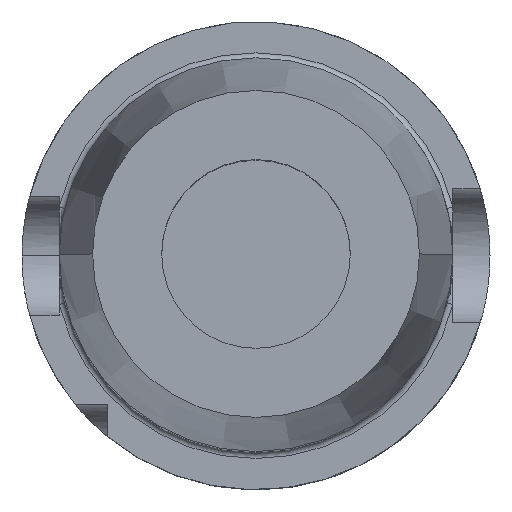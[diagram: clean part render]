
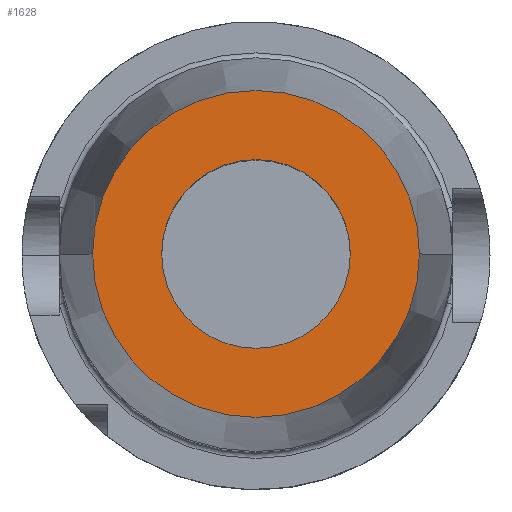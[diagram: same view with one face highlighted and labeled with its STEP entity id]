
A CAD part, top view. The second image highlights one B-rep face of the part: STEP entity #1628.
In plain terms, the highlighted planar face has unit normal (0, 0, 1).
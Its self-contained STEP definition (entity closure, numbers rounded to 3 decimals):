
#139 = ORIENTED_EDGE ( 'NONE', *, *, #3867, .F. ) ;
#169 = CARTESIAN_POINT ( 'NONE',  ( 0., 0., 160. ) ) ;
#254 = CIRCLE ( 'NONE', #811, 12.7 ) ;
#292 = CIRCLE ( 'NONE', #1891, 22. ) ;
#328 = DIRECTION ( 'NONE',  ( -1., 0., 0. ) ) ;
#494 = CARTESIAN_POINT ( 'NONE',  ( 22., 0., 160. ) ) ;
#516 = DIRECTION ( 'NONE',  ( -1., 0., 0. ) ) ;
#629 = AXIS2_PLACEMENT_3D ( 'NONE', #753, #2806, #1104 ) ;
#648 = VERTEX_POINT ( 'NONE', #3441 ) ;
#664 = ORIENTED_EDGE ( 'NONE', *, *, #3797, .T. ) ;
#753 = CARTESIAN_POINT ( 'NONE',  ( 0., 0., 160. ) ) ;
#811 = AXIS2_PLACEMENT_3D ( 'NONE', #3066, #3049, #3015 ) ;
#875 = CARTESIAN_POINT ( 'NONE',  ( 12.7, 0., 160. ) ) ;
#1104 = DIRECTION ( 'NONE',  ( -1., 0., 0. ) ) ;
#1139 = CIRCLE ( 'NONE', #1715, 22. ) ;
#1219 = ORIENTED_EDGE ( 'NONE', *, *, #2904, .F. ) ;
#1354 = VERTEX_POINT ( 'NONE', #2807 ) ;
#1559 = ORIENTED_EDGE ( 'NONE', *, *, #2278, .T. ) ;
#1585 = EDGE_LOOP ( 'NONE', ( #1559, #664 ) ) ;
#1628 = ADVANCED_FACE ( 'NONE', ( #1976, #2691 ), #2942, .T. ) ;
#1647 = VERTEX_POINT ( 'NONE', #875 ) ;
#1715 = AXIS2_PLACEMENT_3D ( 'NONE', #169, #2326, #516 ) ;
#1891 = AXIS2_PLACEMENT_3D ( 'NONE', #3928, #2184, #328 ) ;
#1976 = FACE_BOUND ( 'NONE', #1585, .T. ) ;
#2075 = DIRECTION ( 'NONE',  ( 1., 0., 0. ) ) ;
#2184 = DIRECTION ( 'NONE',  ( 0., 0., -1. ) ) ;
#2216 = VERTEX_POINT ( 'NONE', #494 ) ;
#2278 = EDGE_CURVE ( 'NONE', #648, #1647, #254, .T. ) ;
#2326 = DIRECTION ( 'NONE',  ( 0., 0., -1. ) ) ;
#2382 = DIRECTION ( 'NONE',  ( 0., 0., 1. ) ) ;
#2590 = EDGE_LOOP ( 'NONE', ( #139, #1219 ) ) ;
#2691 = FACE_OUTER_BOUND ( 'NONE', #2590, .T. ) ;
#2715 = AXIS2_PLACEMENT_3D ( 'NONE', #2908, #2382, #2075 ) ;
#2806 = DIRECTION ( 'NONE',  ( 0., 0., -1. ) ) ;
#2807 = CARTESIAN_POINT ( 'NONE',  ( -22., 0., 160. ) ) ;
#2875 = CIRCLE ( 'NONE', #629, 12.7 ) ;
#2904 = EDGE_CURVE ( 'NONE', #2216, #1354, #1139, .T. ) ;
#2908 = CARTESIAN_POINT ( 'NONE',  ( 0., 22., 160. ) ) ;
#2942 = PLANE ( 'NONE',  #2715 ) ;
#3015 = DIRECTION ( 'NONE',  ( -1., 0., 0. ) ) ;
#3049 = DIRECTION ( 'NONE',  ( 0., 0., -1. ) ) ;
#3066 = CARTESIAN_POINT ( 'NONE',  ( 0., 0., 160. ) ) ;
#3441 = CARTESIAN_POINT ( 'NONE',  ( -12.7, 0., 160. ) ) ;
#3797 = EDGE_CURVE ( 'NONE', #1647, #648, #2875, .T. ) ;
#3867 = EDGE_CURVE ( 'NONE', #1354, #2216, #292, .T. ) ;
#3928 = CARTESIAN_POINT ( 'NONE',  ( 0., 0., 160. ) ) ;
